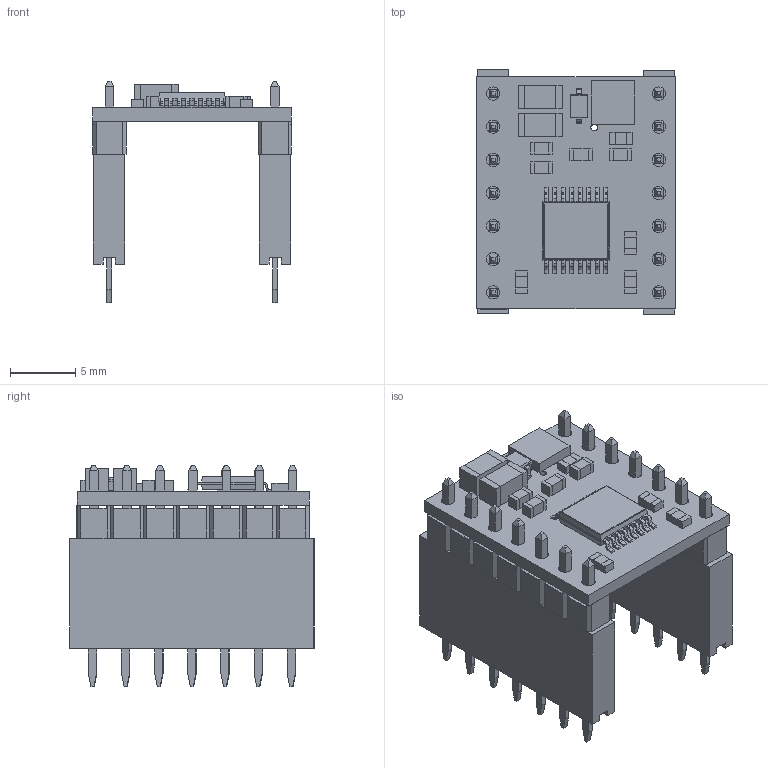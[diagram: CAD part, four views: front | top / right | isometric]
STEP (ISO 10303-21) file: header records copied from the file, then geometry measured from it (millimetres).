
FILE_DESCRIPTION(/* description */ ('STEP AP242','CAx-IF Rec.Pracs.---Representation and Presentation of Product Manufacturing Information (PMI)---4.0---2014-10-13','CAx-IF Rec.Pracs.---3D Tessellated Geometry---0.4---2014-09-14','2;1'),/* implementation_level */ '2;1');
FILE_NAME(/* name */ '6786ee0e0bc5616815e2786a',/* time_stamp */ '2025-01-14T23:06:55Z',/* author */ (''),/* organization */ (''),/* preprocessor_version */ 'ST-DEVELOPER v20',/* originating_system */ 'ONSHAPE BY PTC INC, 1.192',/* authorisation */ ' ');
FILE_SCHEMA (('AP242_MANAGED_MODEL_BASED_3D_ENGINEERING_MIM_LF { 1 0 10303 442 1 1 4 }'));
Length unit declared in the file: metre
Products named in the file (13): DRV887x w Headers; drv8874-drv8876-single-brushed-dc-motor-driver-carrier; 7-Pin Header - Male - 2.54mm.step; Assembly 3 <2>; 7Pin_Header_Female_2_54mm; Assembly 3 <1>
Assembly tree (21 placements, depth 3):
  DRV887x w Headers
    drv8874-drv8876-single-brushed-dc-motor-driver-carrier
    7-Pin Header - Male - 2.54mm.step  x2
    Assembly 3 <2>
      7Pin_Header_Female_2_54mm
      7Pin_Header_Female_2_54mm
      7Pin_Header_Female_2_54mm
      7Pin_Header_Female_2_54mm
      7Pin_Header_Female_2_54mm
      7Pin_Header_Female_2_54mm
      7Pin_Header_Female_2_54mm
      7Pin_Header_Female_2_54mm
    Assembly 3 <1>
      7Pin_Header_Female_2_54mm
      7Pin_Header_Female_2_54mm
      7Pin_Header_Female_2_54mm
      7Pin_Header_Female_2_54mm
      7Pin_Header_Female_2_54mm
      7Pin_Header_Female_2_54mm
      7Pin_Header_Female_2_54mm
      7Pin_Header_Female_2_54mm
Bounding box: 15.24 x 18.72 x 16.97 mm (x, y, z)
Volume: 1173.8 mm3; surface area: 3617.8 mm2
Topology: 19 solids, 19 shells, 1826 faces, 4858 edges, 3116 vertices
Faces by surface type: plane 1571, cylinder 144, bspline 105, sphere 6
Full cylindrical faces by diameter (mm): 0.508 x1, 1.016 x14
Entity records: 51532 total; most frequent: CARTESIAN_POINT 11687, ORIENTED_EDGE 7244, DIRECTION 6160, EDGE_CURVE 3622, LINE 3026, VECTOR 3026, VERTEX_POINT 2340, AXIS2_PLACEMENT_3D 1567
